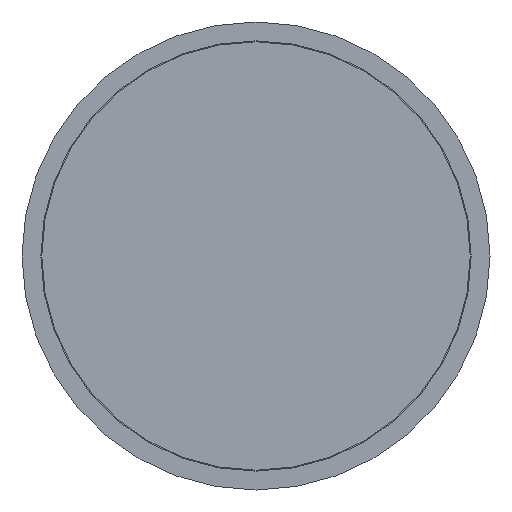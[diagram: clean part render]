
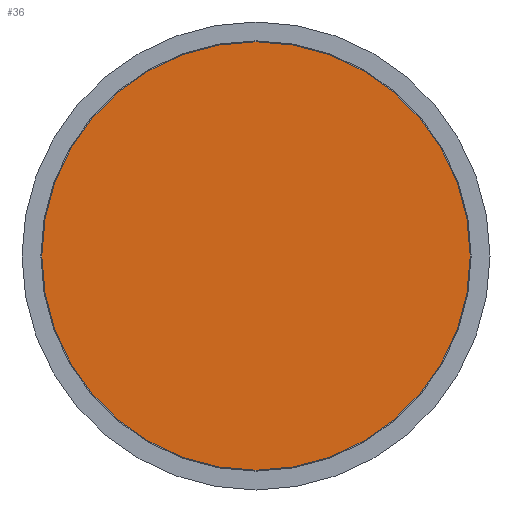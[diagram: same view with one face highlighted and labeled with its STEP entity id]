
A CAD part, front view. The second image highlights one B-rep face of the part: STEP entity #36.
In plain terms, the highlighted planar face has unit normal (0, -1, 0).
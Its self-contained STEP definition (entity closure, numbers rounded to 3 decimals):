
#18 = CARTESIAN_POINT ( 'NONE',  ( -56.75, 0., 0. ) ) ;
#36 = ADVANCED_FACE ( 'NONE', ( #544 ), #229, .F. ) ;
#49 = AXIS2_PLACEMENT_3D ( 'NONE', #210, #767, #549 ) ;
#170 = EDGE_CURVE ( 'NONE', #321, #321, #488, .T. ) ;
#210 = CARTESIAN_POINT ( 'NONE',  ( 0., 0., 0. ) ) ;
#223 = EDGE_LOOP ( 'NONE', ( #708 ) ) ;
#229 = PLANE ( 'NONE',  #434 ) ;
#321 = VERTEX_POINT ( 'NONE', #958 ) ;
#434 = AXIS2_PLACEMENT_3D ( 'NONE', #18, #540, #551 ) ;
#488 = CIRCLE ( 'NONE', #49, 56.75 ) ;
#540 = DIRECTION ( 'NONE',  ( 0., 1., 0. ) ) ;
#544 = FACE_OUTER_BOUND ( 'NONE', #223, .T. ) ;
#549 = DIRECTION ( 'NONE',  ( 0., 0., -1. ) ) ;
#551 = DIRECTION ( 'NONE',  ( 0., 0., 1. ) ) ;
#708 = ORIENTED_EDGE ( 'NONE', *, *, #170, .T. ) ;
#767 = DIRECTION ( 'NONE',  ( 0., -1., 0. ) ) ;
#958 = CARTESIAN_POINT ( 'NONE',  ( 0., 0., -56.75 ) ) ;
